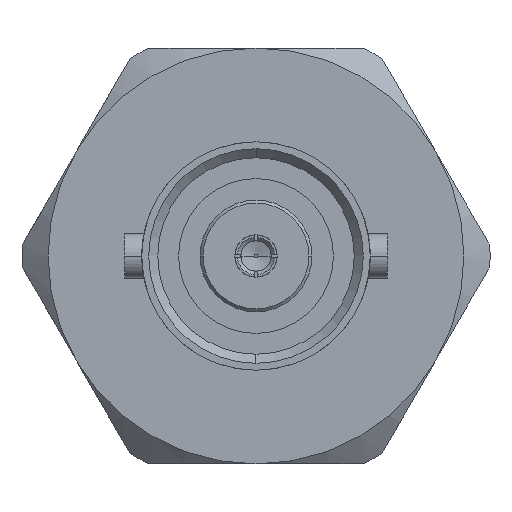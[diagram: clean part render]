
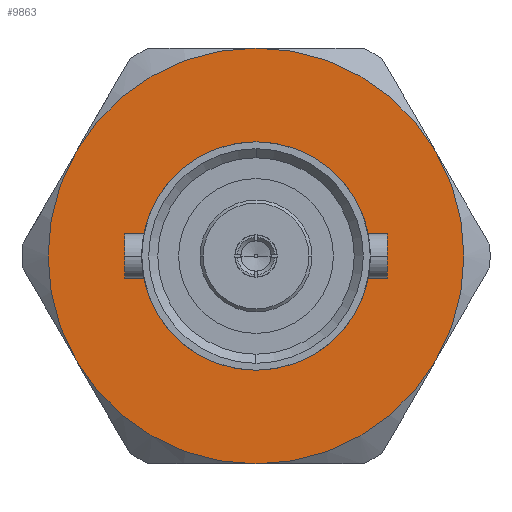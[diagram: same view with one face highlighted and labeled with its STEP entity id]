
A CAD part, left-side view. The second image highlights one B-rep face of the part: STEP entity #9863.
In plain terms, the highlighted planar face has unit normal (-1, 0, 0).
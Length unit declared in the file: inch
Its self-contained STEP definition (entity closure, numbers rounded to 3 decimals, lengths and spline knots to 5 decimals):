
#189 = VERTEX_POINT ( 'NONE', #9940 ) ;
#368 = DIRECTION ( 'NONE',  ( 0., 0., 1. ) ) ;
#374 = FACE_OUTER_BOUND ( 'NONE', #6664, .T. ) ;
#402 = CARTESIAN_POINT ( 'NONE',  ( 0.42811, 0., 0. ) ) ;
#436 = CARTESIAN_POINT ( 'NONE',  ( 0.42811, 0., 0.189 ) ) ;
#831 = CARTESIAN_POINT ( 'NONE',  ( 0.42811, 0., -0.189 ) ) ;
#1030 = EDGE_CURVE ( 'NONE', #1122, #2964, #13484, .T. ) ;
#1122 = VERTEX_POINT ( 'NONE', #436 ) ;
#1361 = AXIS2_PLACEMENT_3D ( 'NONE', #4837, #7067, #8047 ) ;
#1575 = CIRCLE ( 'NONE', #9419, 0.344 ) ;
#1749 = CARTESIAN_POINT ( 'NONE',  ( 0.42811, 0., 0. ) ) ;
#1878 = CARTESIAN_POINT ( 'NONE',  ( 0.42811, 0., 0. ) ) ;
#2105 = VERTEX_POINT ( 'NONE', #5149 ) ;
#2258 = AXIS2_PLACEMENT_3D ( 'NONE', #1878, #11581, #10316 ) ;
#2291 = DIRECTION ( 'NONE',  ( 0., 0., 1. ) ) ;
#2351 = ORIENTED_EDGE ( 'NONE', *, *, #13027, .F. ) ;
#2430 = PLANE ( 'NONE',  #5409 ) ;
#2506 = AXIS2_PLACEMENT_3D ( 'NONE', #4132, #8390, #2291 ) ;
#2634 = CARTESIAN_POINT ( 'NONE',  ( 0.42811, 0., 0. ) ) ;
#2840 = DIRECTION ( 'NONE',  ( -1., 0., 0. ) ) ;
#2954 = DIRECTION ( 'NONE',  ( 0., 0., 1. ) ) ;
#2964 = VERTEX_POINT ( 'NONE', #831 ) ;
#4132 = CARTESIAN_POINT ( 'NONE',  ( 0.42811, 0., 0. ) ) ;
#4188 = CARTESIAN_POINT ( 'NONE',  ( 0.42811, 0., -0.344 ) ) ;
#4396 = AXIS2_PLACEMENT_3D ( 'NONE', #12187, #2840, #11408 ) ;
#4413 = EDGE_CURVE ( 'NONE', #12824, #12054, #6073, .T. ) ;
#4661 = EDGE_CURVE ( 'NONE', #9373, #189, #11694, .T. ) ;
#4673 = ORIENTED_EDGE ( 'NONE', *, *, #8540, .T. ) ;
#4688 = DIRECTION ( 'NONE',  ( -1., 0., 0. ) ) ;
#4837 = CARTESIAN_POINT ( 'NONE',  ( 0.42811, 0., 0. ) ) ;
#4991 = DIRECTION ( 'NONE',  ( -1., 0., 0. ) ) ;
#5149 = CARTESIAN_POINT ( 'NONE',  ( 0.42811, 0.29791, 0.172 ) ) ;
#5273 = CARTESIAN_POINT ( 'NONE',  ( 0.42811, -0.29791, 0.172 ) ) ;
#5409 = AXIS2_PLACEMENT_3D ( 'NONE', #8880, #4688, #6849 ) ;
#5989 = EDGE_CURVE ( 'NONE', #189, #2105, #12576, .T. ) ;
#6056 = AXIS2_PLACEMENT_3D ( 'NONE', #402, #13299, #7996 ) ;
#6073 = CIRCLE ( 'NONE', #2258, 0.344 ) ;
#6124 = EDGE_LOOP ( 'NONE', ( #2351, #10126 ) ) ;
#6664 = EDGE_LOOP ( 'NONE', ( #13964, #8814, #8904, #4673, #10066, #13235 ) ) ;
#6849 = DIRECTION ( 'NONE',  ( 0., 0., 1. ) ) ;
#6908 = DIRECTION ( 'NONE',  ( 0., 0., 1. ) ) ;
#7067 = DIRECTION ( 'NONE',  ( -1., 0., 0. ) ) ;
#7809 = EDGE_CURVE ( 'NONE', #12054, #9373, #8273, .T. ) ;
#7989 = CARTESIAN_POINT ( 'NONE',  ( 0.42811, -0.29791, -0.172 ) ) ;
#7996 = DIRECTION ( 'NONE',  ( 0., 0., 1. ) ) ;
#8047 = DIRECTION ( 'NONE',  ( 0., 0., 1. ) ) ;
#8273 = CIRCLE ( 'NONE', #8949, 0.344 ) ;
#8390 = DIRECTION ( 'NONE',  ( -1., 0., 0. ) ) ;
#8540 = EDGE_CURVE ( 'NONE', #10051, #12824, #1575, .T. ) ;
#8742 = CARTESIAN_POINT ( 'NONE',  ( 0.42811, 0., 0. ) ) ;
#8814 = ORIENTED_EDGE ( 'NONE', *, *, #5989, .T. ) ;
#8880 = CARTESIAN_POINT ( 'NONE',  ( 0.42811, 0.38717, 0. ) ) ;
#8904 = ORIENTED_EDGE ( 'NONE', *, *, #9658, .T. ) ;
#8949 = AXIS2_PLACEMENT_3D ( 'NONE', #8742, #9726, #368 ) ;
#9373 = VERTEX_POINT ( 'NONE', #5273 ) ;
#9419 = AXIS2_PLACEMENT_3D ( 'NONE', #1749, #4991, #2954 ) ;
#9452 = CIRCLE ( 'NONE', #2506, 0.344 ) ;
#9658 = EDGE_CURVE ( 'NONE', #2105, #10051, #9452, .T. ) ;
#9726 = DIRECTION ( 'NONE',  ( -1., 0., 0. ) ) ;
#9863 = ADVANCED_FACE ( 'NONE', ( #10935, #374 ), #2430, .T. ) ;
#9940 = CARTESIAN_POINT ( 'NONE',  ( 0.42811, 0., 0.344 ) ) ;
#10051 = VERTEX_POINT ( 'NONE', #12811 ) ;
#10066 = ORIENTED_EDGE ( 'NONE', *, *, #4413, .T. ) ;
#10126 = ORIENTED_EDGE ( 'NONE', *, *, #1030, .F. ) ;
#10311 = AXIS2_PLACEMENT_3D ( 'NONE', #2634, #12334, #6908 ) ;
#10316 = DIRECTION ( 'NONE',  ( 0., 0., 1. ) ) ;
#10935 = FACE_BOUND ( 'NONE', #6124, .T. ) ;
#11408 = DIRECTION ( 'NONE',  ( 0., 0., 1. ) ) ;
#11581 = DIRECTION ( 'NONE',  ( -1., 0., 0. ) ) ;
#11694 = CIRCLE ( 'NONE', #1361, 0.344 ) ;
#11787 = CIRCLE ( 'NONE', #4396, 0.189 ) ;
#12054 = VERTEX_POINT ( 'NONE', #7989 ) ;
#12187 = CARTESIAN_POINT ( 'NONE',  ( 0.42811, 0., 0. ) ) ;
#12334 = DIRECTION ( 'NONE',  ( -1., 0., 0. ) ) ;
#12576 = CIRCLE ( 'NONE', #6056, 0.344 ) ;
#12811 = CARTESIAN_POINT ( 'NONE',  ( 0.42811, 0.29791, -0.172 ) ) ;
#12824 = VERTEX_POINT ( 'NONE', #4188 ) ;
#13027 = EDGE_CURVE ( 'NONE', #2964, #1122, #11787, .T. ) ;
#13235 = ORIENTED_EDGE ( 'NONE', *, *, #7809, .T. ) ;
#13299 = DIRECTION ( 'NONE',  ( -1., 0., 0. ) ) ;
#13484 = CIRCLE ( 'NONE', #10311, 0.189 ) ;
#13964 = ORIENTED_EDGE ( 'NONE', *, *, #4661, .T. ) ;
